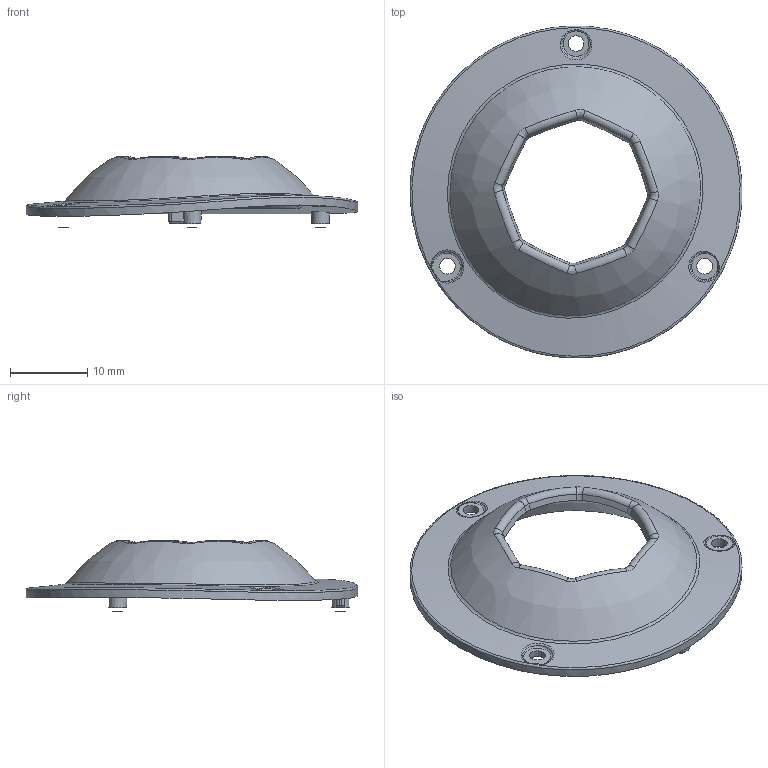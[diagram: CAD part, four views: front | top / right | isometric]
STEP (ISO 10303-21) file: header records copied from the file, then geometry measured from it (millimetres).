
FILE_DESCRIPTION(/* description */ (''),/* implementation_level */ '2;1');
FILE_NAME(/* name */ 'GatePlateOctagon.step',/* time_stamp */ '2025-09-15T12:51:36-07:00',/* author */ (''),/* organization */ (''),/* preprocessor_version */ 'ST-DEVELOPER v20.1',/* originating_system */ 'Autodesk Translation Framework v14.17.0.0',/* authorisation */ '');
FILE_SCHEMA (('AUTOMOTIVE_DESIGN { 1 0 10303 214 3 1 1 }'));
Length unit declared in the file: millimetre
Products named in the file (1): GatePlateOctagon
Bounding box: 43 x 43.01 x 9.18 mm (x, y, z)
Volume: 2176.3 mm3; surface area: 3013.9 mm2
Topology: 1 solids, 1 shells, 71 faces, 176 edges, 113 vertices
Faces by surface type: bspline 18, plane 18, cylinder 13, torus 10, cone 10, sphere 2
Entity records: 4332 total; most frequent: CARTESIAN_POINT 2721, ORIENTED_EDGE 352, DIRECTION 284, EDGE_CURVE 176, AXIS2_PLACEMENT_3D 123, VERTEX_POINT 113, EDGE_LOOP 85, FACE_OUTER_BOUND 71
